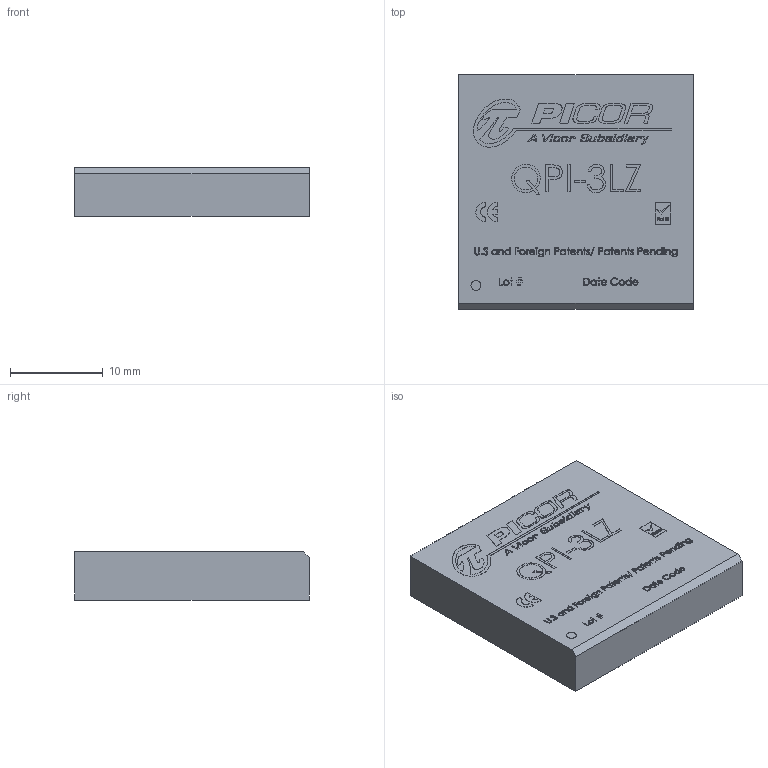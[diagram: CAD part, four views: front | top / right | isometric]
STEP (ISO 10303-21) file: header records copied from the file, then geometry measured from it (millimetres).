
FILE_DESCRIPTION (( 'STEP AP214' ), '1' );
FILE_NAME ('QPI-3LZ.STEP', '2014-06-17T13:42:43', ( 'Vicor User' ), ( 'Microsoft' ), 'SwSTEP 2.0', 'SolidWorks 2012', '' );
FILE_SCHEMA (( 'AUTOMOTIVE_DESIGN' ));
Length unit declared in the file: inch
Products named in the file (1): QPI-3LZ
Bounding box: 25.3 x 25.3 x 5.23 mm (x, y, z)
Volume: 3328.8 mm3; surface area: 1813.1 mm2
Topology: 1 solids, 1 shells, 1523 faces, 4137 edges, 2758 vertices
Faces by surface type: plane 969, bspline 544, cylinder 10
Entity records: 89454 total; most frequent: CARTESIAN_POINT 34883, ORIENTED_EDGE 8274, DIRECTION 5029, EDGE_CURVE 4137, VECTOR 3029, LINE 3029, VERTEX_POINT 2758, EDGE_LOOP 1665
